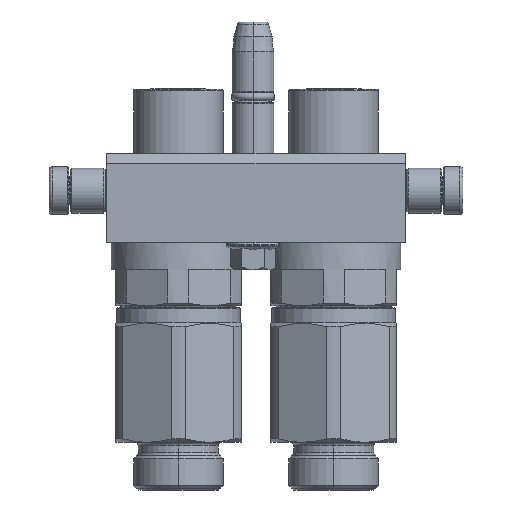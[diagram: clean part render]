
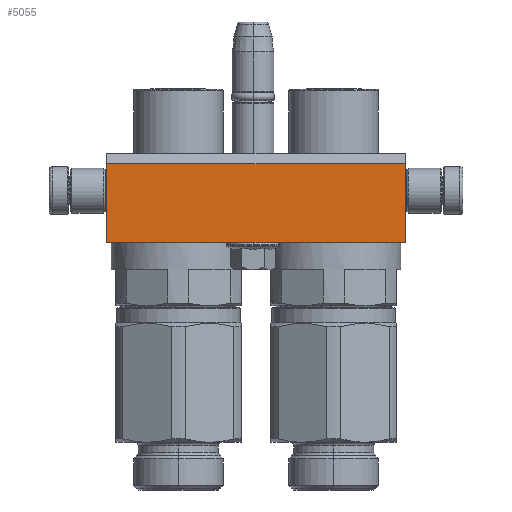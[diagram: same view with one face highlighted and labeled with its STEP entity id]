
A CAD part, left-side view. The second image highlights one B-rep face of the part: STEP entity #5055.
In plain terms, the highlighted face is planar.
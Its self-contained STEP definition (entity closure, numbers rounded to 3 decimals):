
#700 = CARTESIAN_POINT ( 'NONE',  ( -50., -15., 56. ) ) ;
#1249 = CARTESIAN_POINT ( 'NONE',  ( -50., 11.536, 56. ) ) ;
#2791 = PLANE ( 'NONE',  #18178 ) ;
#4568 = CARTESIAN_POINT ( 'NONE',  ( -50., -15., 56. ) ) ;
#4998 = CARTESIAN_POINT ( 'NONE',  ( 50., -15., 56. ) ) ;
#5055 = ADVANCED_FACE ( 'NONE', ( #22879 ), #2791, .T. ) ;
#6547 = DIRECTION ( 'NONE',  ( 1., 0., 0. ) ) ;
#7253 = ORIENTED_EDGE ( 'NONE', *, *, #30385, .T. ) ;
#7677 = VECTOR ( 'NONE', #23769, 1000. ) ;
#8622 = VERTEX_POINT ( 'NONE', #4998 ) ;
#9059 = DIRECTION ( 'NONE',  ( 0., 0., 1. ) ) ;
#10698 = LINE ( 'NONE', #30117, #7677 ) ;
#13061 = ORIENTED_EDGE ( 'NONE', *, *, #16366, .F. ) ;
#13318 = CARTESIAN_POINT ( 'NONE',  ( 50., 11.536, 56. ) ) ;
#14587 = LINE ( 'NONE', #35204, #27609 ) ;
#16366 = EDGE_CURVE ( 'NONE', #18579, #35616, #40683, .T. ) ;
#18178 = AXIS2_PLACEMENT_3D ( 'NONE', #37754, #9059, #25220 ) ;
#18454 = LINE ( 'NONE', #24397, #27464 ) ;
#18579 = VERTEX_POINT ( 'NONE', #4568 ) ;
#19825 = ORIENTED_EDGE ( 'NONE', *, *, #28850, .F. ) ;
#22879 = FACE_OUTER_BOUND ( 'NONE', #41136, .T. ) ;
#23769 = DIRECTION ( 'NONE',  ( 1., 0., 0. ) ) ;
#24397 = CARTESIAN_POINT ( 'NONE',  ( 50., -15., 56. ) ) ;
#25220 = DIRECTION ( 'NONE',  ( 1., 0., 0. ) ) ;
#25871 = ORIENTED_EDGE ( 'NONE', *, *, #27102, .T. ) ;
#27102 = EDGE_CURVE ( 'NONE', #18579, #8622, #10698, .T. ) ;
#27464 = VECTOR ( 'NONE', #31303, 1000. ) ;
#27609 = VECTOR ( 'NONE', #6547, 1000. ) ;
#28850 = EDGE_CURVE ( 'NONE', #35616, #33442, #14587, .T. ) ;
#29308 = DIRECTION ( 'NONE',  ( 0., 1., 0. ) ) ;
#30117 = CARTESIAN_POINT ( 'NONE',  ( -50., -15., 56. ) ) ;
#30385 = EDGE_CURVE ( 'NONE', #8622, #33442, #18454, .T. ) ;
#31303 = DIRECTION ( 'NONE',  ( 0., 1., 0. ) ) ;
#32197 = VECTOR ( 'NONE', #29308, 1000. ) ;
#33442 = VERTEX_POINT ( 'NONE', #13318 ) ;
#35204 = CARTESIAN_POINT ( 'NONE',  ( -50., 11.536, 56. ) ) ;
#35616 = VERTEX_POINT ( 'NONE', #1249 ) ;
#37754 = CARTESIAN_POINT ( 'NONE',  ( -50., -15., 56. ) ) ;
#40683 = LINE ( 'NONE', #700, #32197 ) ;
#41136 = EDGE_LOOP ( 'NONE', ( #13061, #25871, #7253, #19825 ) ) ;
